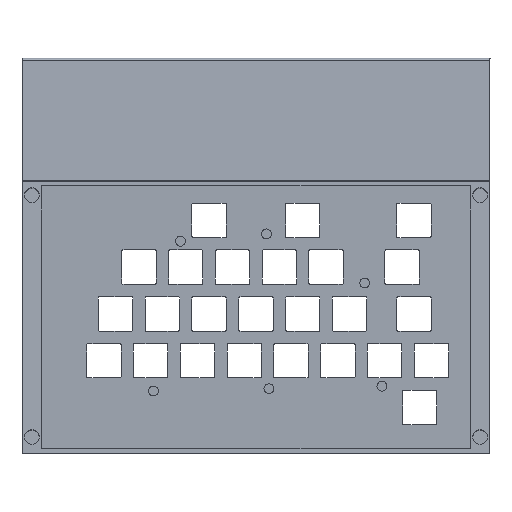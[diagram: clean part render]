
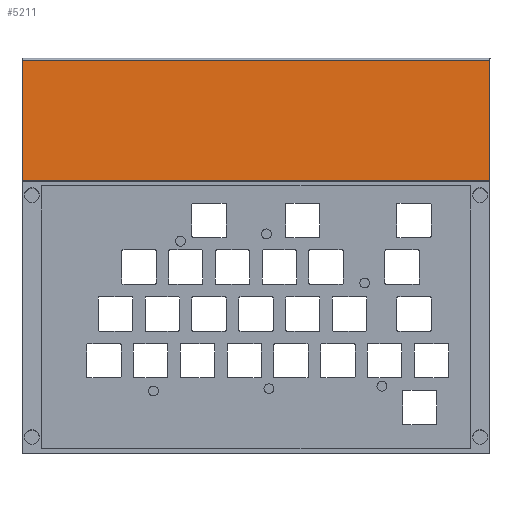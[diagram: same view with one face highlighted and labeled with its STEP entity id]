
A CAD part, front view. The second image highlights one B-rep face of the part: STEP entity #5211.
In plain terms, the highlighted planar face has unit normal (0, -0.999, 0.049).
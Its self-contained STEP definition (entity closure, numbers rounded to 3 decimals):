
#454=FACE_OUTER_BOUND('',#733,.T.);
#733=EDGE_LOOP('',(#3493,#3494,#3495,#3496));
#1091=LINE('',#7616,#1636);
#1094=LINE('',#7622,#1639);
#1095=LINE('',#7624,#1640);
#1096=LINE('',#7625,#1641);
#1636=VECTOR('',#6035,10.);
#1639=VECTOR('',#6040,10.);
#1640=VECTOR('',#6041,10.);
#1641=VECTOR('',#6042,10.);
#2181=VERTEX_POINT('',#7613);
#2182=VERTEX_POINT('',#7615);
#2184=VERTEX_POINT('',#7621);
#2185=VERTEX_POINT('',#7623);
#2703=EDGE_CURVE('',#2182,#2181,#1091,.T.);
#2706=EDGE_CURVE('',#2181,#2184,#1094,.T.);
#2707=EDGE_CURVE('',#2185,#2184,#1095,.T.);
#2708=EDGE_CURVE('',#2182,#2185,#1096,.T.);
#3493=ORIENTED_EDGE('',*,*,#2706,.T.);
#3494=ORIENTED_EDGE('',*,*,#2707,.F.);
#3495=ORIENTED_EDGE('',*,*,#2708,.F.);
#3496=ORIENTED_EDGE('',*,*,#2703,.T.);
#5055=PLANE('',#5504);
#5211=ADVANCED_FACE('',(#454),#5055,.T.);
#5504=AXIS2_PLACEMENT_3D('',#7620,#6038,#6039);
#6035=DIRECTION('',(1.,0.,0.));
#6038=DIRECTION('center_axis',(0.,-0.999,0.049));
#6039=DIRECTION('ref_axis',(0.,-0.049,-0.999));
#6040=DIRECTION('',(0.,0.049,0.999));
#6041=DIRECTION('',(1.,0.,0.));
#6042=DIRECTION('',(0.,0.049,0.999));
#7613=CARTESIAN_POINT('',(181.,-3.171,106.573));
#7615=CARTESIAN_POINT('',(-9.5,-3.171,106.573));
#7616=CARTESIAN_POINT('',(-9.5,-3.171,106.573));
#7620=CARTESIAN_POINT('Origin',(-9.5,-0.777,155.515));
#7621=CARTESIAN_POINT('',(181.,-0.777,155.515));
#7622=CARTESIAN_POINT('',(181.,-1.356,143.684));
#7623=CARTESIAN_POINT('',(-9.5,-0.777,155.515));
#7624=CARTESIAN_POINT('',(-9.5,-0.777,155.515));
#7625=CARTESIAN_POINT('',(-9.5,-3.171,106.573));
